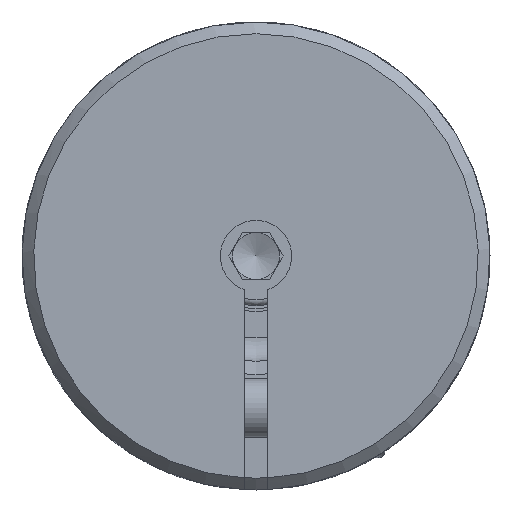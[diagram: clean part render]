
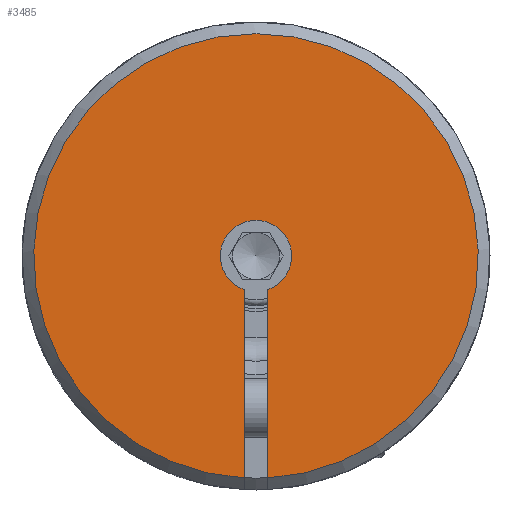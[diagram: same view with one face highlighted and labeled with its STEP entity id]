
A CAD part, left-side view. The second image highlights one B-rep face of the part: STEP entity #3485.
In plain terms, the highlighted planar face has unit normal (-1, 0, 0).
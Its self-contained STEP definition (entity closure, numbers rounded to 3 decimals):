
#96=PLANE('',#3786);
#298=CIRCLE('',#3703,19.);
#357=CIRCLE('',#3787,3.05);
#769=ORIENTED_EDGE('',*,*,#1704,.T.);
#770=ORIENTED_EDGE('',*,*,#1648,.T.);
#771=ORIENTED_EDGE('',*,*,#1708,.T.);
#772=ORIENTED_EDGE('',*,*,#1781,.F.);
#1648=EDGE_CURVE('',#2184,#2186,#298,.T.);
#1704=EDGE_CURVE('',#2224,#2184,#2540,.T.);
#1708=EDGE_CURVE('',#2186,#2227,#2543,.T.);
#1781=EDGE_CURVE('',#2224,#2227,#357,.T.);
#2184=VERTEX_POINT('',#5354);
#2186=VERTEX_POINT('',#5358);
#2224=VERTEX_POINT('',#5508);
#2227=VERTEX_POINT('',#5516);
#2540=LINE('',#5507,#2700);
#2543=LINE('',#5515,#2703);
#2700=VECTOR('',#4330,1000.);
#2703=VECTOR('',#4337,1000.);
#2884=EDGE_LOOP('',(#769,#770,#771,#772));
#3155=FACE_BOUND('',#2884,.T.);
#3485=ADVANCED_FACE('',(#3155),#96,.T.);
#3703=AXIS2_PLACEMENT_3D('',#5359,#4217,#4218);
#3786=AXIS2_PLACEMENT_3D('',#5732,#4417,#4418);
#3787=AXIS2_PLACEMENT_3D('',#5733,#4419,#4420);
#4217=DIRECTION('',(-1.,0.,0.));
#4218=DIRECTION('',(0.,0.,1.));
#4330=DIRECTION('',(0.,0.,-1.));
#4337=DIRECTION('',(0.,0.,1.));
#4417=DIRECTION('',(-1.,0.,0.));
#4418=DIRECTION('',(0.,0.,1.));
#4419=DIRECTION('',(-1.,0.,0.));
#4420=DIRECTION('',(0.,0.,1.));
#5354=CARTESIAN_POINT('',(0.,-1.,-18.974));
#5358=CARTESIAN_POINT('',(0.,1.,-18.974));
#5359=CARTESIAN_POINT('',(0.,0.,0.));
#5507=CARTESIAN_POINT('',(0.,-1.,3.05));
#5508=CARTESIAN_POINT('',(0.,-1.,-2.881));
#5515=CARTESIAN_POINT('',(0.,1.,3.05));
#5516=CARTESIAN_POINT('',(0.,1.,-2.881));
#5732=CARTESIAN_POINT('',(0.,0.,3.05));
#5733=CARTESIAN_POINT('',(0.,0.,0.));
